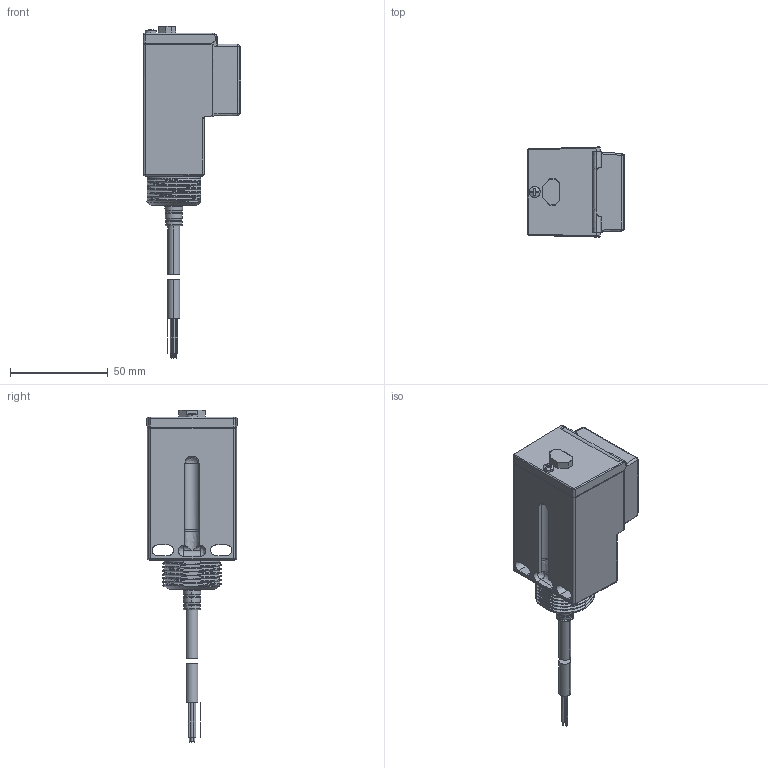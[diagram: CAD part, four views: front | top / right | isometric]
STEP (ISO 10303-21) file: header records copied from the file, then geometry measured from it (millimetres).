
FILE_DESCRIPTION( ('This file contains a STEP AP42 implementation' ,'as created by ZW3D STEP Interface translator.') ,'2;1' );
FILE_NAME( 'RP74-DXXXXX-CYXC4U2.stp' ,'21 113. 94618', (''), ('ZWCAD Software Co.'), 'Version 1.0', 'ZW3D to STEP translator', '' );
FILE_SCHEMA(('AUTOMOTIVE_DESIGN'));
Length unit declared in the file: millimetre
Products named in the file (2): 0; RP74-DXXXXX-CYXC4U2
Bounding box: 49.6 x 46.04 x 169.7 mm (x, y, z)
Volume: 134870.8 mm3; surface area: 25157.7 mm2
Topology: 3 solids, 3 shells, 355 faces, 870 edges, 534 vertices
Faces by surface type: bspline 355
Entity records: 16289 total; most frequent: CARTESIAN_POINT 10942, ORIENTED_EDGE 1718, EDGE_CURVE 859, B_SPLINE_CURVE_WITH_KNOTS 586, VERTEX_POINT 534, EDGE_LOOP 383, FACE_OUTER_BOUND 355, ADVANCED_FACE 355
